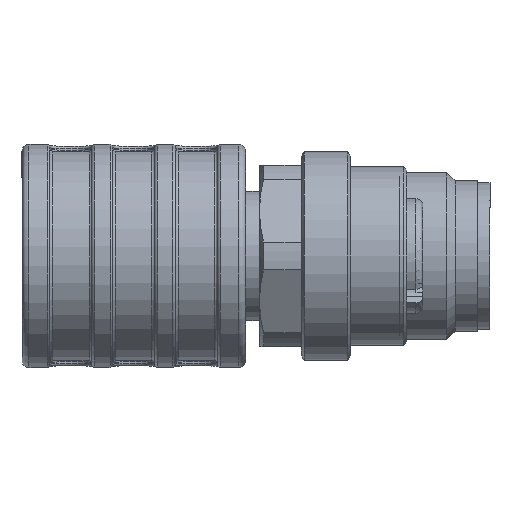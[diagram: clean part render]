
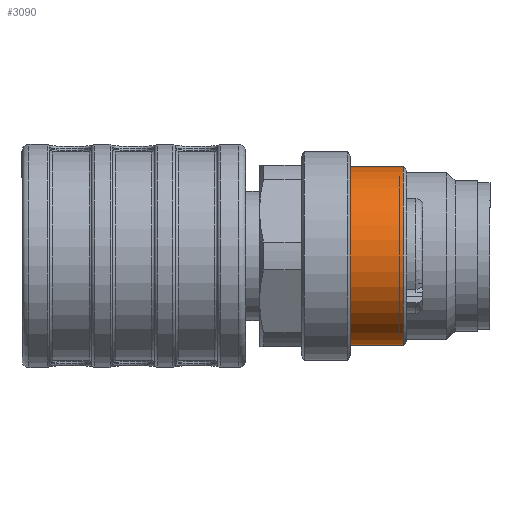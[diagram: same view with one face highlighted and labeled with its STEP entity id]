
A CAD part, left-side view. The second image highlights one B-rep face of the part: STEP entity #3090.
In plain terms, the highlighted cylindrical face has radius 6.4 mm (diameter 12.8 mm), a full revolution.
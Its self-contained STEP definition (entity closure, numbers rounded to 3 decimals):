
#3090=ADVANCED_FACE('',(#3701,#3702),#3509,.T.);
#3509=CYLINDRICAL_SURFACE('',#10959,6.4);
#3701=FACE_BOUND('',#4160,.T.);
#3702=FACE_BOUND('',#4161,.T.);
#4160=EDGE_LOOP('',(#6049));
#4161=EDGE_LOOP('',(#6050));
#6049=ORIENTED_EDGE('',*,*,#9142,.T.);
#6050=ORIENTED_EDGE('',*,*,#9143,.T.);
#7929=VERTEX_POINT('',#16648);
#7930=VERTEX_POINT('',#16651);
#9142=EDGE_CURVE('',#7929,#7929,#10113,.T.);
#9143=EDGE_CURVE('',#7930,#7930,#10114,.T.);
#10113=CIRCLE('',#10956,6.4);
#10114=CIRCLE('',#10958,6.4);
#10956=AXIS2_PLACEMENT_3D('',#16647,#13081,#13082);
#10958=AXIS2_PLACEMENT_3D('',#16650,#13085,#13086);
#10959=AXIS2_PLACEMENT_3D('',#16652,#13087,#13088);
#13081=DIRECTION('',(0.,1.,0.));
#13082=DIRECTION('',(1.,0.,0.));
#13085=DIRECTION('',(0.,-1.,0.));
#13086=DIRECTION('',(0.,0.,-1.));
#13087=DIRECTION('',(0.,-1.,0.));
#13088=DIRECTION('',(0.,0.,-1.));
#16647=CARTESIAN_POINT('',(37.901,-19.3,0.));
#16648=CARTESIAN_POINT('',(44.301,-19.3,0.));
#16650=CARTESIAN_POINT('',(37.901,-15.5,0.));
#16651=CARTESIAN_POINT('',(37.901,-15.5,-6.4));
#16652=CARTESIAN_POINT('',(37.901,-19.5,0.));
